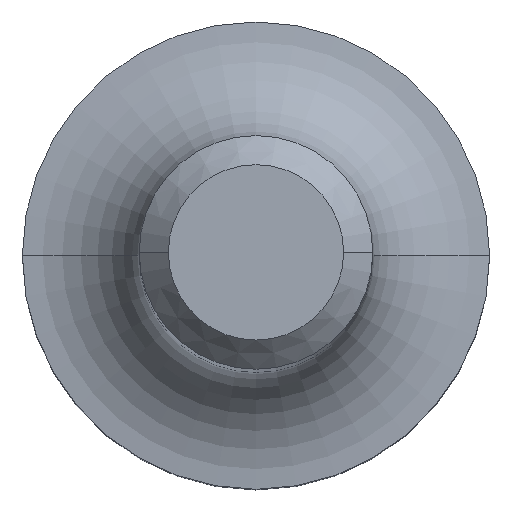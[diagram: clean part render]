
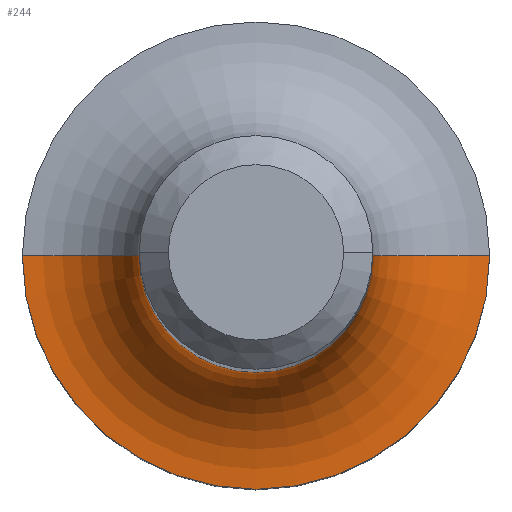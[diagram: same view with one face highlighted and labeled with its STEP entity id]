
A CAD part, top view. The second image highlights one B-rep face of the part: STEP entity #244.
In plain terms, the highlighted toroidal (fillet/blend) face has major radius 6.35 mm and minor radius 3.175 mm.
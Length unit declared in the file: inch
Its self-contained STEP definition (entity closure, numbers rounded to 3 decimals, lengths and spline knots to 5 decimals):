
#7 = CARTESIAN_POINT ( 'NONE',  ( 0.25, 0., -2. ) ) ;
#17 = CARTESIAN_POINT ( 'NONE',  ( 0., 0., -1.875 ) ) ;
#27 = DIRECTION ( 'NONE',  ( 0., 0., 1. ) ) ;
#28 = CARTESIAN_POINT ( 'NONE',  ( -0.25, 0., -2. ) ) ;
#36 = CARTESIAN_POINT ( 'NONE',  ( 0.125, 0., -1.875 ) ) ;
#41 = CARTESIAN_POINT ( 'NONE',  ( -0.25, 0., -1.875 ) ) ;
#45 = DIRECTION ( 'NONE',  ( -1., 0., 0. ) ) ;
#63 = EDGE_CURVE ( 'NONE', #233, #411, #303, .T. ) ;
#64 = ORIENTED_EDGE ( 'NONE', *, *, #171, .F. ) ;
#73 = AXIS2_PLACEMENT_3D ( 'NONE', #17, #453, #491 ) ;
#78 = EDGE_CURVE ( 'NONE', #123, #399, #336, .T. ) ;
#87 = CARTESIAN_POINT ( 'NONE',  ( 0., 0., -2. ) ) ;
#107 = AXIS2_PLACEMENT_3D ( 'NONE', #502, #27, #223 ) ;
#114 = CIRCLE ( 'NONE', #466, 0.125 ) ;
#123 = VERTEX_POINT ( 'NONE', #347 ) ;
#171 = EDGE_CURVE ( 'NONE', #399, #411, #114, .T. ) ;
#177 = TOROIDAL_SURFACE ( 'NONE', #73, 0.25, 0.125 ) ;
#193 = ORIENTED_EDGE ( 'NONE', *, *, #461, .T. ) ;
#223 = DIRECTION ( 'NONE',  ( 1., 0., 0. ) ) ;
#233 = VERTEX_POINT ( 'NONE', #28 ) ;
#241 = DIRECTION ( 'NONE',  ( 0., 1., 0. ) ) ;
#244 = ADVANCED_FACE ( 'NONE', ( #255 ), #177, .F. ) ;
#255 = FACE_OUTER_BOUND ( 'NONE', #423, .T. ) ;
#303 = CIRCLE ( 'NONE', #508, 0.25 ) ;
#324 = AXIS2_PLACEMENT_3D ( 'NONE', #41, #241, #45 ) ;
#336 = CIRCLE ( 'NONE', #107, 0.125 ) ;
#347 = CARTESIAN_POINT ( 'NONE',  ( -0.125, 0., -1.875 ) ) ;
#359 = ORIENTED_EDGE ( 'NONE', *, *, #78, .F. ) ;
#361 = DIRECTION ( 'NONE',  ( 0., 0., 1. ) ) ;
#399 = VERTEX_POINT ( 'NONE', #36 ) ;
#411 = VERTEX_POINT ( 'NONE', #7 ) ;
#421 = CARTESIAN_POINT ( 'NONE',  ( 0.25, 0., -1.875 ) ) ;
#423 = EDGE_LOOP ( 'NONE', ( #359, #193, #429, #64 ) ) ;
#429 = ORIENTED_EDGE ( 'NONE', *, *, #63, .T. ) ;
#453 = DIRECTION ( 'NONE',  ( 0., 0., 1. ) ) ;
#458 = DIRECTION ( 'NONE',  ( 0., -1., 0. ) ) ;
#460 = DIRECTION ( 'NONE',  ( 1., 0., 0. ) ) ;
#461 = EDGE_CURVE ( 'NONE', #123, #233, #484, .T. ) ;
#466 = AXIS2_PLACEMENT_3D ( 'NONE', #421, #458, #460 ) ;
#484 = CIRCLE ( 'NONE', #324, 0.125 ) ;
#491 = DIRECTION ( 'NONE',  ( 1., 0., 0. ) ) ;
#502 = CARTESIAN_POINT ( 'NONE',  ( 0., 0., -1.875 ) ) ;
#508 = AXIS2_PLACEMENT_3D ( 'NONE', #87, #361, #518 ) ;
#518 = DIRECTION ( 'NONE',  ( 1., 0., 0. ) ) ;
